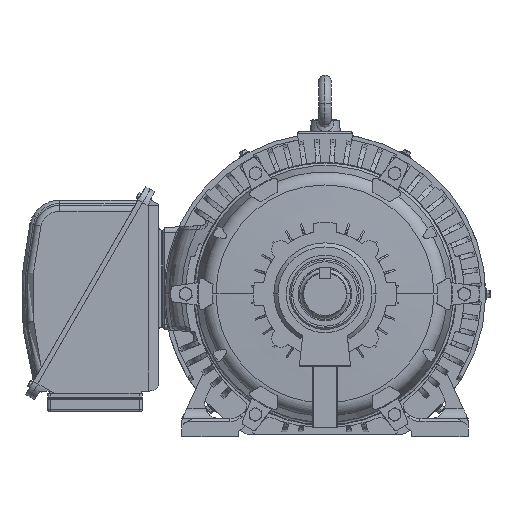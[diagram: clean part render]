
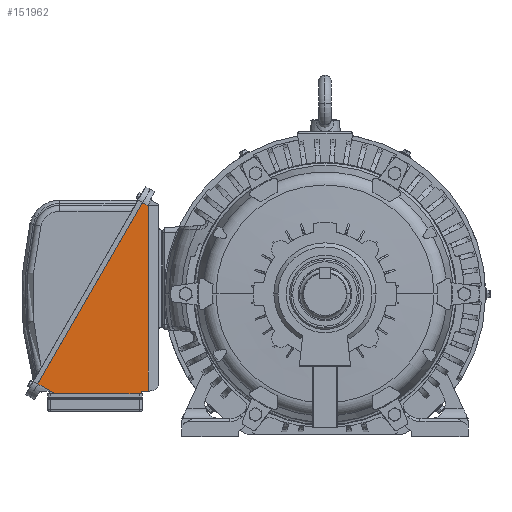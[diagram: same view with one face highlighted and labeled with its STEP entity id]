
A CAD part, front view. The second image highlights one B-rep face of the part: STEP entity #151962.
In plain terms, the highlighted planar face has unit normal (0, -1, 0).
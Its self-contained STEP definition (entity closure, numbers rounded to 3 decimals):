
#3677 = VERTEX_POINT ( 'NONE', #75241 ) ;
#4145 = EDGE_CURVE ( 'NONE', #28800, #85520, #106666, .T. ) ;
#4599 = CARTESIAN_POINT ( 'NONE',  ( -14.173, -7.776, -7.48 ) ) ;
#10009 = DIRECTION ( 'NONE',  ( -0.866, 0., 0.5 ) ) ;
#10322 = VERTEX_POINT ( 'NONE', #33110 ) ;
#12991 = DIRECTION ( 'NONE',  ( 1., 0., 0. ) ) ;
#20504 = ORIENTED_EDGE ( 'NONE', *, *, #94613, .T. ) ;
#21778 = LINE ( 'NONE', #35895, #45261 ) ;
#23420 = LINE ( 'NONE', #44630, #84227 ) ;
#25041 = VECTOR ( 'NONE', #12991, 39.37 ) ;
#28800 = VERTEX_POINT ( 'NONE', #118099 ) ;
#31415 = AXIS2_PLACEMENT_3D ( 'NONE', #115504, #103696, #113963 ) ;
#33110 = CARTESIAN_POINT ( 'NONE',  ( -14.173, -7.776, -7.677 ) ) ;
#33655 = EDGE_LOOP ( 'NONE', ( #129160, #81344, #20504, #147727, #114768, #82226, #95921 ) ) ;
#34945 = CARTESIAN_POINT ( 'NONE',  ( -13.622, -7.776, 6.321 ) ) ;
#35895 = CARTESIAN_POINT ( 'NONE',  ( -10.422, -7.776, 4.951 ) ) ;
#44630 = CARTESIAN_POINT ( 'NONE',  ( -14.173, -7.776, 1.181 ) ) ;
#45261 = VECTOR ( 'NONE', #10009, 39.37 ) ;
#53510 = VERTEX_POINT ( 'NONE', #4599 ) ;
#54686 = VERTEX_POINT ( 'NONE', #74327 ) ;
#55030 = EDGE_CURVE ( 'NONE', #53510, #3677, #143908, .T. ) ;
#61566 = LINE ( 'NONE', #34945, #134048 ) ;
#73364 = CARTESIAN_POINT ( 'NONE',  ( -16.231, -7.776, 3.279 ) ) ;
#74327 = CARTESIAN_POINT ( 'NONE',  ( -14.055, -7.776, 7.048 ) ) ;
#75241 = CARTESIAN_POINT ( 'NONE',  ( -13.622, -7.776, -7.48 ) ) ;
#78800 = VECTOR ( 'NONE', #94148, 39.37 ) ;
#80943 = FACE_OUTER_BOUND ( 'NONE', #33655, .T. ) ;
#81344 = ORIENTED_EDGE ( 'NONE', *, *, #104425, .T. ) ;
#82226 = ORIENTED_EDGE ( 'NONE', *, *, #145802, .T. ) ;
#84227 = VECTOR ( 'NONE', #92452, 39.37 ) ;
#84337 = DIRECTION ( 'NONE',  ( -0.5, 0., -0.866 ) ) ;
#84894 = EDGE_CURVE ( 'NONE', #10322, #53510, #23420, .T. ) ;
#85520 = VERTEX_POINT ( 'NONE', #116035 ) ;
#88695 = EDGE_CURVE ( 'NONE', #54686, #28800, #107864, .T. ) ;
#88926 = LINE ( 'NONE', #124229, #110815 ) ;
#92452 = DIRECTION ( 'NONE',  ( 0., 0., 1. ) ) ;
#94148 = DIRECTION ( 'NONE',  ( 0.866, 0., -0.5 ) ) ;
#94613 = EDGE_CURVE ( 'NONE', #125065, #54686, #21778, .T. ) ;
#95921 = ORIENTED_EDGE ( 'NONE', *, *, #84894, .T. ) ;
#103696 = DIRECTION ( 'NONE',  ( 0., -1., 0. ) ) ;
#104425 = EDGE_CURVE ( 'NONE', #3677, #125065, #61566, .T. ) ;
#106666 = LINE ( 'NONE', #153691, #78800 ) ;
#107864 = LINE ( 'NONE', #73364, #132350 ) ;
#110815 = VECTOR ( 'NONE', #148486, 39.37 ) ;
#113963 = DIRECTION ( 'NONE',  ( -1., 0., 0. ) ) ;
#114768 = ORIENTED_EDGE ( 'NONE', *, *, #4145, .T. ) ;
#115504 = CARTESIAN_POINT ( 'NONE',  ( -12.598, -7.776, 1.181 ) ) ;
#116035 = CARTESIAN_POINT ( 'NONE',  ( -20.834, -7.776, -7.677 ) ) ;
#118099 = CARTESIAN_POINT ( 'NONE',  ( -22.126, -7.776, -6.931 ) ) ;
#118138 = CARTESIAN_POINT ( 'NONE',  ( -12.598, -7.776, -7.48 ) ) ;
#119636 = DIRECTION ( 'NONE',  ( 0., 0., 1. ) ) ;
#124229 = CARTESIAN_POINT ( 'NONE',  ( -12.598, -7.776, -7.677 ) ) ;
#125065 = VERTEX_POINT ( 'NONE', #145425 ) ;
#128780 = PLANE ( 'NONE',  #31415 ) ;
#129160 = ORIENTED_EDGE ( 'NONE', *, *, #55030, .T. ) ;
#132350 = VECTOR ( 'NONE', #84337, 39.37 ) ;
#134048 = VECTOR ( 'NONE', #119636, 39.37 ) ;
#143908 = LINE ( 'NONE', #118138, #25041 ) ;
#145425 = CARTESIAN_POINT ( 'NONE',  ( -13.622, -7.776, 6.798 ) ) ;
#145802 = EDGE_CURVE ( 'NONE', #85520, #10322, #88926, .T. ) ;
#147727 = ORIENTED_EDGE ( 'NONE', *, *, #88695, .T. ) ;
#148486 = DIRECTION ( 'NONE',  ( 1., 0., 0. ) ) ;
#151962 = ADVANCED_FACE ( 'NONE', ( #80943 ), #128780, .T. ) ;
#153691 = CARTESIAN_POINT ( 'NONE',  ( -21.785, -7.776, -7.128 ) ) ;
